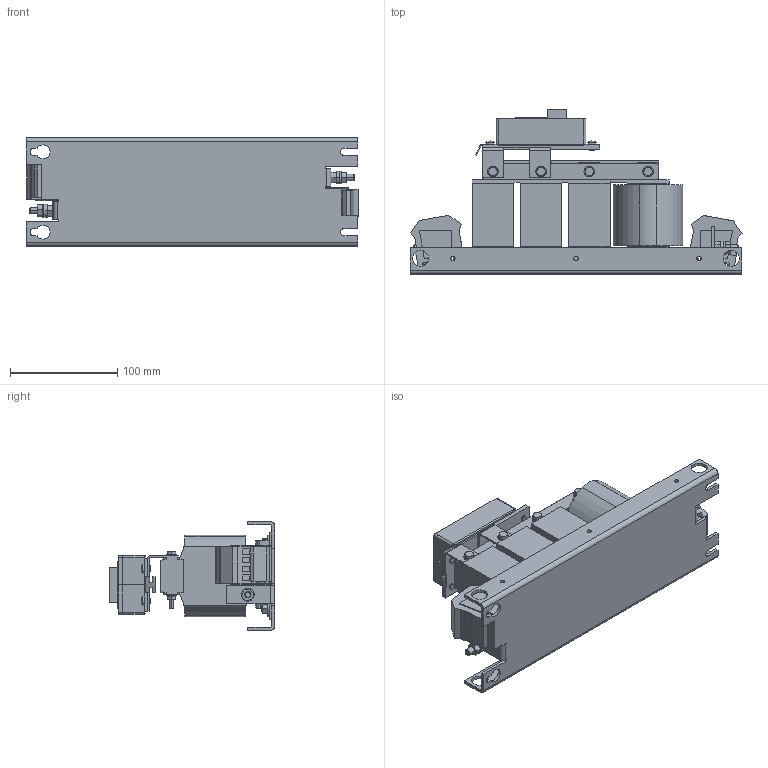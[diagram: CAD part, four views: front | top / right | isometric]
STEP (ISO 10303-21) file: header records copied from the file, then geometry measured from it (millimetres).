
FILE_DESCRIPTION (( 'STEP AP214' ), '1' );
FILE_NAME ('340599.STEP', '2021-03-08T10:12:15', ( '' ), ( '' ), 'SwSTEP 2.0', 'SolidWorks 2018', '' );
FILE_SCHEMA (( 'AUTOMOTIVE_DESIGN' ));
Length unit declared in the file: millimetre
Products named in the file (1): 340599
Bounding box: 310.17 x 154.33 x 101.6 mm (x, y, z)
Volume: 1235699.4 mm3; surface area: 258923.4 mm2
Topology: 1 solids, 1 shells, 985 faces, 2676 edges, 1737 vertices
Faces by surface type: plane 707, cylinder 230, torus 26, cone 14, sphere 8
Entity records: 32429 total; most frequent: CARTESIAN_POINT 7075, ORIENTED_EDGE 5352, DIRECTION 5103, EDGE_CURVE 2676, LINE 2089, VECTOR 2089, VERTEX_POINT 1737, AXIS2_PLACEMENT_3D 1507
